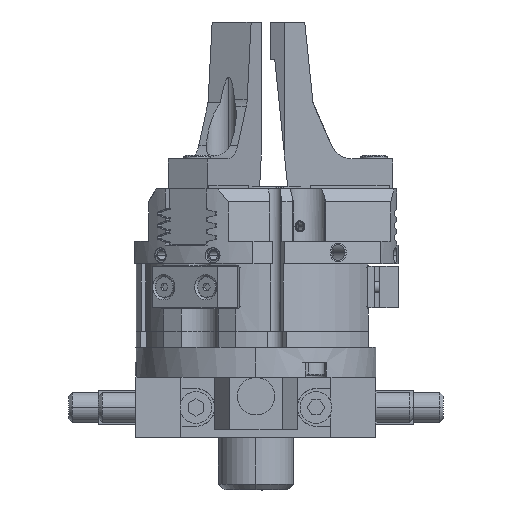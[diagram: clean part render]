
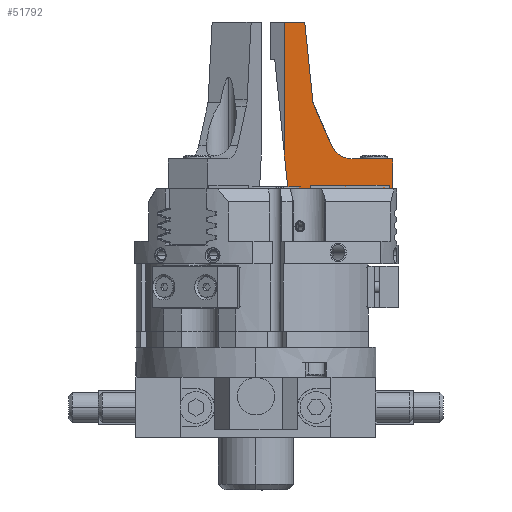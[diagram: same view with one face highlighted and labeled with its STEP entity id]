
A CAD part, front view. The second image highlights one B-rep face of the part: STEP entity #51792.
In plain terms, the highlighted face is planar.
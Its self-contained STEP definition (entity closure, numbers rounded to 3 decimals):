
#51210=DIRECTION('',(0.,-1.,0.));
#51211=VECTOR('',#51210,5.5);
#51212=CARTESIAN_POINT('',(-6.,-9.5,-125.));
#51213=LINE('',#51212,#51211);
#51214=DIRECTION('',(0.,0.101,0.995));
#51215=VECTOR('',#51214,21.687);
#51216=CARTESIAN_POINT('',(-6.,-17.189,-146.577));
#51217=LINE('',#51216,#51215);
#51218=DIRECTION('',(0.,-0.4,-0.916));
#51219=VECTOR('',#51218,12.355);
#51220=CARTESIAN_POINT('',(-6.,-17.189,-146.577));
#51221=LINE('',#51220,#51219);
#51222=CARTESIAN_POINT('',(-6.,-27.631,-155.5));
#51223=DIRECTION('',(-1.,0.,0.));
#51224=DIRECTION('',(0.,0.916,-0.4));
#51225=AXIS2_PLACEMENT_3D('',#51222,#51223,#51224);
#51227=DIRECTION('',(0.,-1.,0.));
#51228=VECTOR('',#51227,10.869);
#51229=CARTESIAN_POINT('',(-6.,-27.631,-161.5));
#51230=LINE('',#51229,#51228);
#51231=DIRECTION('',(0.,-0.101,-0.995));
#51232=VECTOR('',#51231,9.908);
#51233=CARTESIAN_POINT('',(-6.,-9.5,-159.643));
#51234=LINE('',#51233,#51232);
#51235=DIRECTION('',(0.,0.,-1.));
#51236=VECTOR('',#51235,34.643);
#51237=CARTESIAN_POINT('',(-6.,-9.5,-125.));
#51238=LINE('',#51237,#51236);
#51302=DIRECTION('',(0.,-1.,0.));
#51303=VECTOR('',#51302,28.);
#51304=CARTESIAN_POINT('',(-6.,-10.5,-169.5));
#51305=LINE('',#51304,#51303);
#51342=DIRECTION('',(0.,0.,-1.));
#51343=VECTOR('',#51342,8.);
#51344=CARTESIAN_POINT('',(-6.,-38.5,-161.5));
#51345=LINE('',#51344,#51343);
#51517=CARTESIAN_POINT('',(-6.,-15.,-125.));
#51519=VERTEX_POINT('',#51517);
#51521=CARTESIAN_POINT('',(-6.,-10.5,-169.5));
#51523=VERTEX_POINT('',#51521);
#51548=CARTESIAN_POINT('',(-6.,-38.5,-161.5));
#51549=CARTESIAN_POINT('',(-6.,-38.5,-169.5));
#51550=VERTEX_POINT('',#51548);
#51551=VERTEX_POINT('',#51549);
#51564=CARTESIAN_POINT('',(-6.,-17.189,-146.577));
#51565=VERTEX_POINT('',#51564);
#51592=CARTESIAN_POINT('',(-6.,-9.5,-125.));
#51594=VERTEX_POINT('',#51592);
#51610=CARTESIAN_POINT('',(-6.,-9.5,-159.643));
#51612=VERTEX_POINT('',#51610);
#51613=CARTESIAN_POINT('',(-6.,-27.631,-161.5));
#51615=VERTEX_POINT('',#51613);
#51619=CARTESIAN_POINT('',(-6.,-22.132,-157.9));
#51620=VERTEX_POINT('',#51619);
#51769=CARTESIAN_POINT('',(-6.,0.,0.));
#51770=DIRECTION('',(-1.,0.,0.));
#51771=DIRECTION('',(0.,1.,0.));
#51772=AXIS2_PLACEMENT_3D('',#51769,#51770,#51771);
#51773=PLANE('',#51772);
#51775=ORIENTED_EDGE('',*,*,#51774,.F.);
#51777=ORIENTED_EDGE('',*,*,#51776,.T.);
#51778=ORIENTED_EDGE('',*,*,#51749,.F.);
#51779=ORIENTED_EDGE('',*,*,#51667,.T.);
#51781=ORIENTED_EDGE('',*,*,#51780,.T.);
#51783=ORIENTED_EDGE('',*,*,#51782,.T.);
#51785=ORIENTED_EDGE('',*,*,#51784,.T.);
#51787=ORIENTED_EDGE('',*,*,#51786,.F.);
#51789=ORIENTED_EDGE('',*,*,#51788,.F.);
#51790=EDGE_LOOP('',(#51775,#51777,#51778,#51779,#51781,#51783,#51785,#51787,
#51789));
#51791=FACE_OUTER_BOUND('',#51790,.F.);
#51792=ADVANCED_FACE('',(#51791),#51773,.T.);
#51226=CIRCLE('',#51225,6.);
#51667=EDGE_CURVE('',#51565,#51620,#51221,.T.);
#51749=EDGE_CURVE('',#51565,#51519,#51217,.T.);
#51774=EDGE_CURVE('',#51594,#51612,#51238,.T.);
#51776=EDGE_CURVE('',#51594,#51519,#51213,.T.);
#51780=EDGE_CURVE('',#51620,#51615,#51226,.T.);
#51782=EDGE_CURVE('',#51615,#51550,#51230,.T.);
#51784=EDGE_CURVE('',#51550,#51551,#51345,.T.);
#51786=EDGE_CURVE('',#51523,#51551,#51305,.T.);
#51788=EDGE_CURVE('',#51612,#51523,#51234,.T.);
